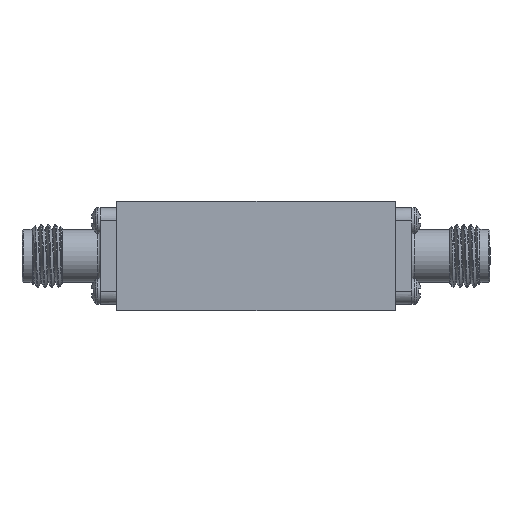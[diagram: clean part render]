
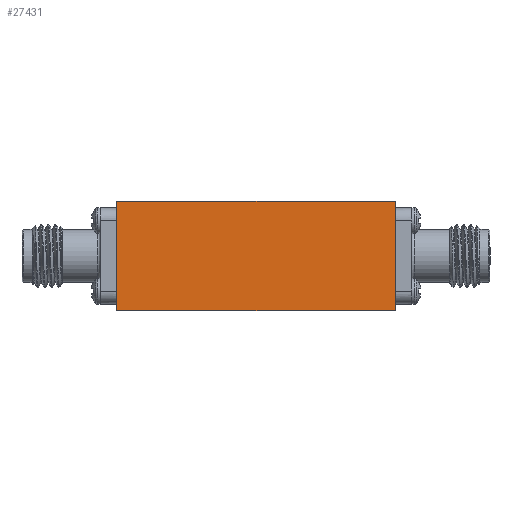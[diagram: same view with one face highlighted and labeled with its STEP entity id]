
A CAD part, front view. The second image highlights one B-rep face of the part: STEP entity #27431.
In plain terms, the highlighted planar face has unit normal (0, -1, 0).
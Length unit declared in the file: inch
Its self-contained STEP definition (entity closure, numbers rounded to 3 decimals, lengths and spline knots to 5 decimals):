
#296 = EDGE_CURVE ( 'NONE', #22690, #6570, #4494, .T. ) ;
#1006 = DIRECTION ( 'NONE',  ( 0., 0., -1. ) ) ;
#1385 = DIRECTION ( 'NONE',  ( 0., 0., 1. ) ) ;
#3175 = CARTESIAN_POINT ( 'NONE',  ( -0.55118, -0.29528, 0.21654 ) ) ;
#3675 = LINE ( 'NONE', #26479, #27509 ) ;
#3894 = DIRECTION ( 'NONE',  ( 0., 1., 0. ) ) ;
#4494 = LINE ( 'NONE', #14722, #18367 ) ;
#5111 = ORIENTED_EDGE ( 'NONE', *, *, #296, .T. ) ;
#5702 = VERTEX_POINT ( 'NONE', #6341 ) ;
#5953 = EDGE_CURVE ( 'NONE', #6570, #26906, #24237, .T. ) ;
#6341 = CARTESIAN_POINT ( 'NONE',  ( 0.55118, -0.29528, 0.21654 ) ) ;
#6570 = VERTEX_POINT ( 'NONE', #30155 ) ;
#8280 = FACE_OUTER_BOUND ( 'NONE', #27149, .T. ) ;
#8657 = DIRECTION ( 'NONE',  ( 1., 0., 0. ) ) ;
#10011 = VECTOR ( 'NONE', #22476, 39.37008 ) ;
#10275 = ORIENTED_EDGE ( 'NONE', *, *, #5953, .T. ) ;
#11709 = VECTOR ( 'NONE', #8657, 39.37008 ) ;
#12344 = EDGE_CURVE ( 'NONE', #22690, #5702, #19772, .T. ) ;
#12668 = CARTESIAN_POINT ( 'NONE',  ( 0.55118, -0.29528, -0.21654 ) ) ;
#14722 = CARTESIAN_POINT ( 'NONE',  ( -0.55118, -0.29528, 0.21654 ) ) ;
#16005 = ORIENTED_EDGE ( 'NONE', *, *, #16283, .F. ) ;
#16283 = EDGE_CURVE ( 'NONE', #5702, #26906, #3675, .T. ) ;
#16624 = PLANE ( 'NONE',  #21049 ) ;
#16958 = CARTESIAN_POINT ( 'NONE',  ( -0.55118, -0.29528, 0.21654 ) ) ;
#18367 = VECTOR ( 'NONE', #29109, 39.37008 ) ;
#19772 = LINE ( 'NONE', #16958, #10011 ) ;
#21049 = AXIS2_PLACEMENT_3D ( 'NONE', #21492, #3894, #1385 ) ;
#21492 = CARTESIAN_POINT ( 'NONE',  ( -0.55118, -0.29528, 0.21654 ) ) ;
#22476 = DIRECTION ( 'NONE',  ( 1., 0., 0. ) ) ;
#22690 = VERTEX_POINT ( 'NONE', #3175 ) ;
#22966 = ORIENTED_EDGE ( 'NONE', *, *, #12344, .F. ) ;
#24237 = LINE ( 'NONE', #31692, #11709 ) ;
#26479 = CARTESIAN_POINT ( 'NONE',  ( 0.55118, -0.29528, 0.21654 ) ) ;
#26906 = VERTEX_POINT ( 'NONE', #12668 ) ;
#27149 = EDGE_LOOP ( 'NONE', ( #10275, #16005, #22966, #5111 ) ) ;
#27431 = ADVANCED_FACE ( 'NONE', ( #8280 ), #16624, .F. ) ;
#27509 = VECTOR ( 'NONE', #1006, 39.37008 ) ;
#29109 = DIRECTION ( 'NONE',  ( 0., 0., -1. ) ) ;
#30155 = CARTESIAN_POINT ( 'NONE',  ( -0.55118, -0.29528, -0.21654 ) ) ;
#31692 = CARTESIAN_POINT ( 'NONE',  ( -0.55118, -0.29528, -0.21654 ) ) ;
